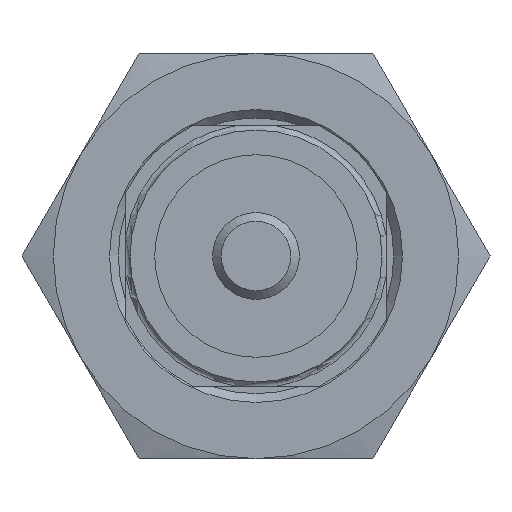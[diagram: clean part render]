
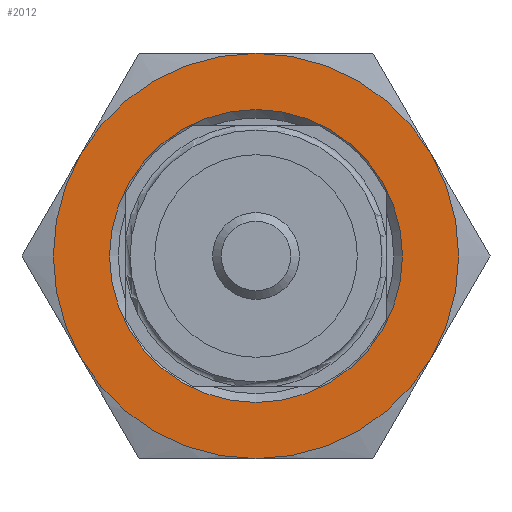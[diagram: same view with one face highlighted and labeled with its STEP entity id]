
A CAD part, left-side view. The second image highlights one B-rep face of the part: STEP entity #2012.
In plain terms, the highlighted planar face has unit normal (-1, 0, 0).
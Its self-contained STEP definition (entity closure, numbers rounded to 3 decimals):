
#512=CARTESIAN_POINT('',(6.,0.0,5.059));
#513=VERTEX_POINT('',#512);
#514=CARTESIAN_POINT('',(6.,0.0,0.0));
#515=DIRECTION('',(-1.0,0.0,0.0));
#516=DIRECTION('',(0.0,0.0,1.0));
#517=AXIS2_PLACEMENT_3D('',#514,#515,#516);
#518=CIRCLE('',#517,5.059);
#519=EDGE_CURVE('',#513,#513,#518,.T.);
#1635=CARTESIAN_POINT('',(6.,-6.062,3.5));
#1636=VERTEX_POINT('',#1635);
#1682=CARTESIAN_POINT('',(6.,0.,7.));
#1683=VERTEX_POINT('',#1682);
#1720=CARTESIAN_POINT('',(6.,-6.062,-3.5));
#1721=VERTEX_POINT('',#1720);
#1767=CARTESIAN_POINT('',(6.,0.,-7.));
#1768=VERTEX_POINT('',#1767);
#1814=CARTESIAN_POINT('',(6.,6.062,-3.5));
#1815=VERTEX_POINT('',#1814);
#1860=CARTESIAN_POINT('',(6.,6.062,3.5));
#1861=VERTEX_POINT('',#1860);
#1899=CARTESIAN_POINT('',(6.,0.0,0.0));
#1900=DIRECTION('',(-1.0,0.0,0.0));
#1901=DIRECTION('',(0.0,0.0,-1.0));
#1902=AXIS2_PLACEMENT_3D('',#1899,#1900,#1901);
#1903=CIRCLE('',#1902,7.);
#1904=EDGE_CURVE('',#1721,#1636,#1903,.T.);
#1917=CARTESIAN_POINT('',(6.,0.0,0.0));
#1918=DIRECTION('',(-1.0,0.0,0.0));
#1919=DIRECTION('',(0.0,0.0,-1.0));
#1920=AXIS2_PLACEMENT_3D('',#1917,#1918,#1919);
#1921=CIRCLE('',#1920,7.);
#1922=EDGE_CURVE('',#1636,#1683,#1921,.T.);
#1933=CARTESIAN_POINT('',(6.,0.0,0.0));
#1934=DIRECTION('',(-1.0,0.0,0.0));
#1935=DIRECTION('',(0.0,0.0,-1.0));
#1936=AXIS2_PLACEMENT_3D('',#1933,#1934,#1935);
#1937=CIRCLE('',#1936,7.);
#1938=EDGE_CURVE('',#1683,#1861,#1937,.T.);
#1950=CARTESIAN_POINT('',(6.,0.0,0.0));
#1951=DIRECTION('',(-1.0,0.0,0.0));
#1952=DIRECTION('',(0.0,0.0,-1.0));
#1953=AXIS2_PLACEMENT_3D('',#1950,#1951,#1952);
#1954=CIRCLE('',#1953,7.);
#1955=EDGE_CURVE('',#1768,#1721,#1954,.T.);
#1967=CARTESIAN_POINT('',(6.,0.0,0.0));
#1968=DIRECTION('',(-1.0,0.0,0.0));
#1969=DIRECTION('',(0.0,0.0,-1.0));
#1970=AXIS2_PLACEMENT_3D('',#1967,#1968,#1969);
#1971=CIRCLE('',#1970,7.);
#1972=EDGE_CURVE('',#1815,#1768,#1971,.T.);
#1984=CARTESIAN_POINT('',(6.,0.0,0.0));
#1985=DIRECTION('',(-1.0,0.0,0.0));
#1986=DIRECTION('',(0.0,0.0,-1.0));
#1987=AXIS2_PLACEMENT_3D('',#1984,#1985,#1986);
#1988=CIRCLE('',#1987,7.);
#1989=EDGE_CURVE('',#1861,#1815,#1988,.T.);
#1996=CARTESIAN_POINT('',(6.,-7.084,-7.084));
#1997=DIRECTION('',(1.0,0.0,0.0));
#1998=DIRECTION('',(0.0,0.0,-1.0));
#1999=AXIS2_PLACEMENT_3D('',#1996,#1997,#1998);
#2000=PLANE('',#1999);
#2001=ORIENTED_EDGE('',*,*,#1938,.T.);
#2002=ORIENTED_EDGE('',*,*,#1989,.T.);
#2003=ORIENTED_EDGE('',*,*,#1972,.T.);
#2004=ORIENTED_EDGE('',*,*,#1955,.T.);
#2005=ORIENTED_EDGE('',*,*,#1904,.T.);
#2006=ORIENTED_EDGE('',*,*,#1922,.T.);
#2007=EDGE_LOOP('',(#2001,#2002,#2003,#2004,#2005,#2006));
#2008=FACE_OUTER_BOUND('',#2007,.T.);
#2009=ORIENTED_EDGE('',*,*,#519,.F.);
#2010=EDGE_LOOP('',(#2009));
#2011=FACE_BOUND('',#2010,.T.);
#2012=ADVANCED_FACE('',(#2008,#2011),#2000,.F.);
